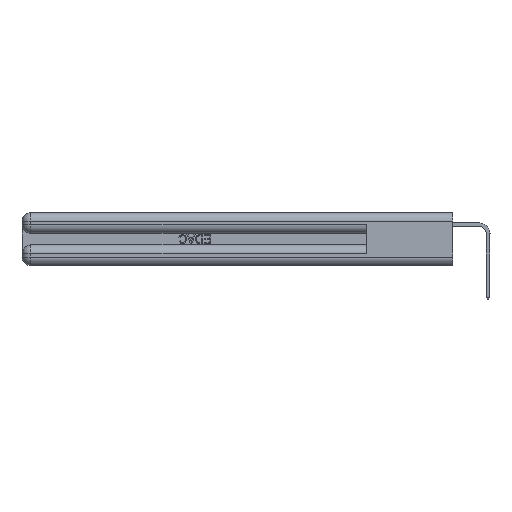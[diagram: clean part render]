
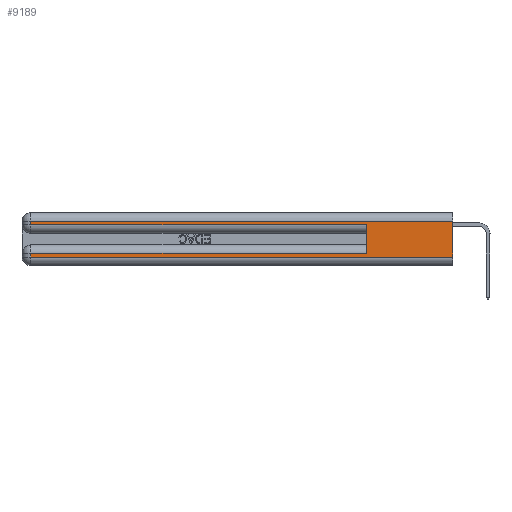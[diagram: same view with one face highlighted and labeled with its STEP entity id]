
A CAD part, left-side view. The second image highlights one B-rep face of the part: STEP entity #9189.
In plain terms, the highlighted planar face has unit normal (-1, 0, 0).
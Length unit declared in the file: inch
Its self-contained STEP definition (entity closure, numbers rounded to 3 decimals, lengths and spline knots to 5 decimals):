
#301 = VERTEX_POINT ( 'NONE', #25443 ) ;
#485 = VERTEX_POINT ( 'NONE', #25183 ) ;
#686 = ORIENTED_EDGE ( 'NONE', *, *, #10722, .T. ) ;
#1297 = EDGE_CURVE ( 'NONE', #8872, #32154, #14395, .T. ) ;
#1335 = CARTESIAN_POINT ( 'NONE',  ( 0., 2.94, 0.06 ) ) ;
#1430 = CARTESIAN_POINT ( 'NONE',  ( 0., 0., 0.37 ) ) ;
#2072 = ORIENTED_EDGE ( 'NONE', *, *, #29232, .T. ) ;
#2350 = VECTOR ( 'NONE', #37611, 39.37008 ) ;
#2473 = ORIENTED_EDGE ( 'NONE', *, *, #1297, .T. ) ;
#3781 = CARTESIAN_POINT ( 'NONE',  ( 0., 0., 0.37 ) ) ;
#4075 = LINE ( 'NONE', #4558, #21865 ) ;
#4558 = CARTESIAN_POINT ( 'NONE',  ( 0., 2.94, 0.37 ) ) ;
#4918 = VECTOR ( 'NONE', #22671, 39.37008 ) ;
#5209 = DIRECTION ( 'NONE',  ( 0., -1., 0. ) ) ;
#5525 = CARTESIAN_POINT ( 'NONE',  ( 0., 0., 0.085 ) ) ;
#5920 = ORIENTED_EDGE ( 'NONE', *, *, #24927, .T. ) ;
#7277 = CARTESIAN_POINT ( 'NONE',  ( 0., 2.94, 0.31 ) ) ;
#7404 = PLANE ( 'NONE',  #42738 ) ;
#8767 = FACE_OUTER_BOUND ( 'NONE', #24075, .T. ) ;
#8872 = VERTEX_POINT ( 'NONE', #9294 ) ;
#8939 = CARTESIAN_POINT ( 'NONE',  ( 0., 0., 0.285 ) ) ;
#9189 = ADVANCED_FACE ( 'NONE', ( #8767 ), #7404, .F. ) ;
#9258 = DIRECTION ( 'NONE',  ( 0., 1., 0. ) ) ;
#9294 = CARTESIAN_POINT ( 'NONE',  ( 0., 0., 0.31 ) ) ;
#9343 = VERTEX_POINT ( 'NONE', #14800 ) ;
#10722 = EDGE_CURVE ( 'NONE', #485, #17763, #37189, .T. ) ;
#10980 = DIRECTION ( 'NONE',  ( 0., 0., -1. ) ) ;
#11910 = VERTEX_POINT ( 'NONE', #1335 ) ;
#14395 = LINE ( 'NONE', #43524, #4918 ) ;
#14800 = CARTESIAN_POINT ( 'NONE',  ( 0., 2.94, 0.285 ) ) ;
#16139 = LINE ( 'NONE', #42386, #34757 ) ;
#17623 = ORIENTED_EDGE ( 'NONE', *, *, #39282, .F. ) ;
#17763 = VERTEX_POINT ( 'NONE', #20797 ) ;
#19525 = VERTEX_POINT ( 'NONE', #19769 ) ;
#19769 = CARTESIAN_POINT ( 'NONE',  ( 0., 0.6, 0.285 ) ) ;
#20175 = LINE ( 'NONE', #20227, #2350 ) ;
#20227 = CARTESIAN_POINT ( 'NONE',  ( 0., 0., 0.06 ) ) ;
#20797 = CARTESIAN_POINT ( 'NONE',  ( 0., 2.94, 0.085 ) ) ;
#21530 = DIRECTION ( 'NONE',  ( 0., 0., 1. ) ) ;
#21865 = VECTOR ( 'NONE', #25768, 39.37008 ) ;
#22671 = DIRECTION ( 'NONE',  ( 0., 1., 0. ) ) ;
#23974 = DIRECTION ( 'NONE',  ( 0., 0., -1. ) ) ;
#24075 = EDGE_LOOP ( 'NONE', ( #17623, #2473, #34998, #5920, #40872, #686, #32169, #2072 ) ) ;
#24927 = EDGE_CURVE ( 'NONE', #9343, #19525, #43419, .T. ) ;
#25183 = CARTESIAN_POINT ( 'NONE',  ( 0., 0.6, 0.085 ) ) ;
#25443 = CARTESIAN_POINT ( 'NONE',  ( 0., 0., 0.06 ) ) ;
#25768 = DIRECTION ( 'NONE',  ( 0., 0., -1. ) ) ;
#26866 = VECTOR ( 'NONE', #9258, 39.37008 ) ;
#28973 = EDGE_CURVE ( 'NONE', #32154, #9343, #4075, .T. ) ;
#29232 = EDGE_CURVE ( 'NONE', #11910, #301, #20175, .T. ) ;
#30272 = EDGE_CURVE ( 'NONE', #485, #19525, #16139, .T. ) ;
#32154 = VERTEX_POINT ( 'NONE', #7277 ) ;
#32169 = ORIENTED_EDGE ( 'NONE', *, *, #34927, .T. ) ;
#33105 = VECTOR ( 'NONE', #5209, 39.37008 ) ;
#34757 = VECTOR ( 'NONE', #21530, 39.37008 ) ;
#34927 = EDGE_CURVE ( 'NONE', #17763, #11910, #40347, .T. ) ;
#34998 = ORIENTED_EDGE ( 'NONE', *, *, #28973, .T. ) ;
#37189 = LINE ( 'NONE', #5525, #26866 ) ;
#37611 = DIRECTION ( 'NONE',  ( 0., -1., 0. ) ) ;
#38873 = DIRECTION ( 'NONE',  ( 1., 0., 0. ) ) ;
#39276 = VECTOR ( 'NONE', #23974, 39.37008 ) ;
#39282 = EDGE_CURVE ( 'NONE', #8872, #301, #41177, .T. ) ;
#40088 = VECTOR ( 'NONE', #43573, 39.37008 ) ;
#40347 = LINE ( 'NONE', #41325, #39276 ) ;
#40872 = ORIENTED_EDGE ( 'NONE', *, *, #30272, .F. ) ;
#41177 = LINE ( 'NONE', #1430, #40088 ) ;
#41325 = CARTESIAN_POINT ( 'NONE',  ( 0., 2.94, 0.37 ) ) ;
#42386 = CARTESIAN_POINT ( 'NONE',  ( 0., 0.6, 0.145 ) ) ;
#42738 = AXIS2_PLACEMENT_3D ( 'NONE', #3781, #38873, #10980 ) ;
#43419 = LINE ( 'NONE', #8939, #33105 ) ;
#43524 = CARTESIAN_POINT ( 'NONE',  ( 0., 0., 0.31 ) ) ;
#43573 = DIRECTION ( 'NONE',  ( 0., 0., -1. ) ) ;
